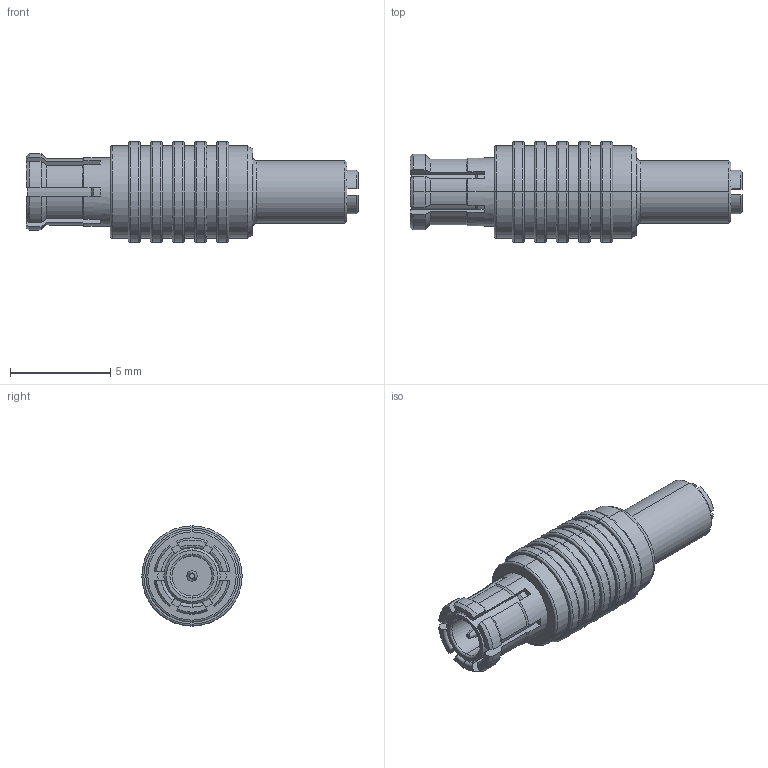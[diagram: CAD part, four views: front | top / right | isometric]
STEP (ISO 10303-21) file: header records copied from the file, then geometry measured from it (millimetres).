
FILE_DESCRIPTION (( 'STEP AP214' ), '1' );
FILE_NAME ('ÑÖÍÊ.434521.055ÑÁ_Âèëêà+äëÿ ïîòðåáèòåëÿ.STEP', '2018-12-04T11:02:46', ( 'User' ), ( '' ), 'SwSTEP 2.0', 'SolidWorks 2016', '' );
FILE_SCHEMA (( 'AUTOMOTIVE_DESIGN' ));
Length unit declared in the file: millimetre
Products named in the file (1): ÑÖÍÊ.434521.055ÑÁ_Âèëêà+äëÿ ïîòðåáèòåëÿ
Bounding box: 16.55 x 5 x 5 mm (x, y, z)
Volume: 178.8 mm3; surface area: 354.1 mm2
Topology: 1 solids, 1 shells, 194 faces, 475 edges, 298 vertices
Faces by surface type: cylinder 67, plane 53, cone 41, torus 33
Entity records: 8168 total; most frequent: CARTESIAN_POINT 1355, DIRECTION 1042, ORIENTED_EDGE 950, EDGE_CURVE 475, AXIS2_PLACEMENT_3D 436, VERTEX_POINT 298, CIRCLE 241, EDGE_LOOP 209
